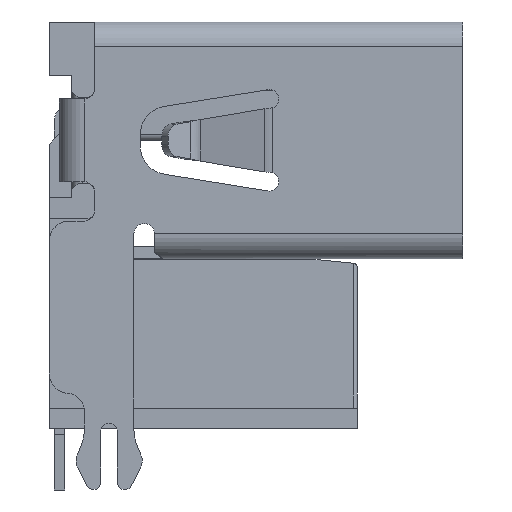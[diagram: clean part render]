
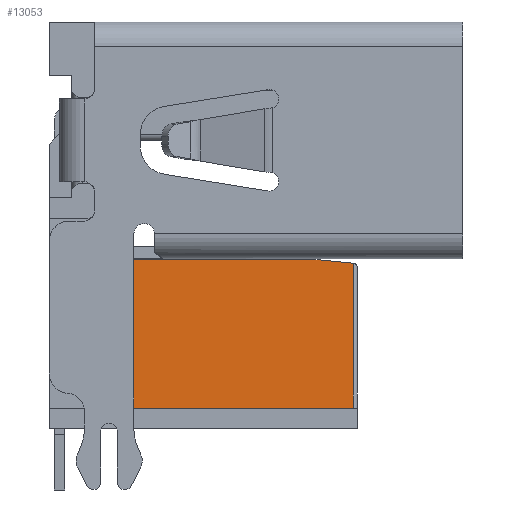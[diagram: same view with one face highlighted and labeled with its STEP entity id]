
A CAD part, left-side view. The second image highlights one B-rep face of the part: STEP entity #13053.
In plain terms, the highlighted face is planar.
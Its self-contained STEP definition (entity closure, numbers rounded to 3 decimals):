
#380=PLANE('',#13939);
#879=FACE_OUTER_BOUND('',#1563,.T.);
#1563=EDGE_LOOP('',(#9602,#9603,#9604,#9605,#9606));
#2460=LINE('',#19580,#3960);
#2564=LINE('',#19794,#4064);
#2565=LINE('',#19796,#4065);
#2566=LINE('',#19798,#4066);
#2567=LINE('',#19799,#4067);
#3960=VECTOR('',#15608,1000.);
#4064=VECTOR('',#15760,1000.);
#4065=VECTOR('',#15761,1000.);
#4066=VECTOR('',#15762,1000.);
#4067=VECTOR('',#15763,1000.);
#5788=VERTEX_POINT('',#19577);
#5789=VERTEX_POINT('',#19579);
#5875=VERTEX_POINT('',#19793);
#5876=VERTEX_POINT('',#19795);
#5877=VERTEX_POINT('',#19797);
#7201=EDGE_CURVE('',#5789,#5788,#2460,.T.);
#7307=EDGE_CURVE('',#5788,#5875,#2564,.T.);
#7308=EDGE_CURVE('',#5875,#5876,#2565,.T.);
#7309=EDGE_CURVE('',#5877,#5876,#2566,.T.);
#7310=EDGE_CURVE('',#5789,#5877,#2567,.T.);
#9602=ORIENTED_EDGE('',*,*,#7307,.T.);
#9603=ORIENTED_EDGE('',*,*,#7308,.T.);
#9604=ORIENTED_EDGE('',*,*,#7309,.F.);
#9605=ORIENTED_EDGE('',*,*,#7310,.F.);
#9606=ORIENTED_EDGE('',*,*,#7201,.T.);
#13053=ADVANCED_FACE('',(#879),#380,.T.);
#13939=AXIS2_PLACEMENT_3D('',#19792,#15758,#15759);
#15608=DIRECTION('',(0.,-1.,0.));
#15758=DIRECTION('center_axis',(-1.,0.,0.018));
#15759=DIRECTION('ref_axis',(0.,1.,0.));
#15760=DIRECTION('',(0.018,0.,1.));
#15761=DIRECTION('',(0.,1.,0.));
#15762=DIRECTION('',(0.018,-0.099,0.995));
#15763=DIRECTION('',(0.018,0.,1.));
#19577=CARTESIAN_POINT('',(-6.2,-6.47,0.85));
#19579=CARTESIAN_POINT('',(-6.2,-2.88,0.85));
#19580=CARTESIAN_POINT('',(-6.2,-3.2,0.85));
#19792=CARTESIAN_POINT('Origin',(-6.15,-3.09,3.6));
#19793=CARTESIAN_POINT('',(-6.102,-6.47,6.252));
#19794=CARTESIAN_POINT('',(-6.15,-6.47,3.6));
#19795=CARTESIAN_POINT('',(-6.102,-2.97,6.252));
#19796=CARTESIAN_POINT('',(-6.102,-3.09,6.252));
#19797=CARTESIAN_POINT('',(-6.118,-2.88,5.35));
#19798=CARTESIAN_POINT('',(-6.118,-2.88,5.35));
#19799=CARTESIAN_POINT('',(-6.2,-2.88,0.85));
